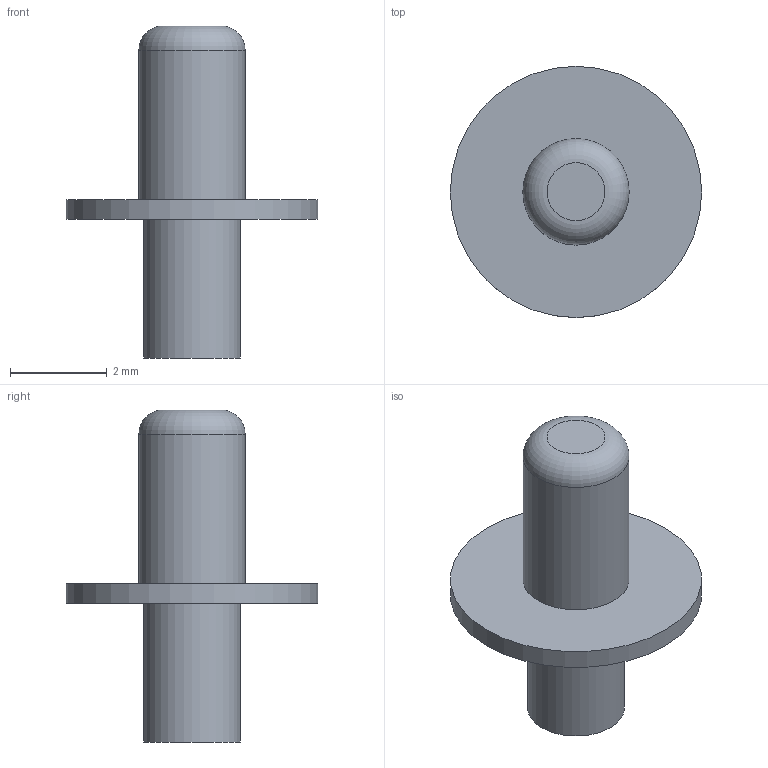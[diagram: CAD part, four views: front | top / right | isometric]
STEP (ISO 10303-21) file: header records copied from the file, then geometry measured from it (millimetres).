
FILE_DESCRIPTION(/* description */ (''),/* implementation_level */ '2;1');
FILE_NAME(/* name */ 'RESET_SW.step',/* time_stamp */ '2025-07-07T01:47:53+09:00',/* author */ (''),/* organization */ (''),/* preprocessor_version */ 'ST-DEVELOPER v20.1',/* originating_system */ 'Autodesk Translation Framework v14.10.0.0',/* authorisation */ '');
FILE_SCHEMA (('AUTOMOTIVE_DESIGN { 1 0 10303 214 3 1 1 }'));
Length unit declared in the file: millimetre
Products named in the file (1): 2025-07-07-01-47-53-253
Bounding box: 5.2 x 5.2 x 6.87 mm (x, y, z)
Volume: 30.9 mm3; surface area: 90.3 mm2
Topology: 1 solids, 1 shells, 8 faces, 12 edges, 8 vertices
Faces by surface type: plane 4, cylinder 3, torus 1
Full cylindrical faces by diameter (mm): 2 x1, 2.2 x1, 5.2 x1
Entity records: 218 total; most frequent: DIRECTION 39, CARTESIAN_POINT 29, ORIENTED_EDGE 24, AXIS2_PLACEMENT_3D 18, EDGE_CURVE 12, EDGE_LOOP 10, CIRCLE 9, FACE_OUTER_BOUND 8
